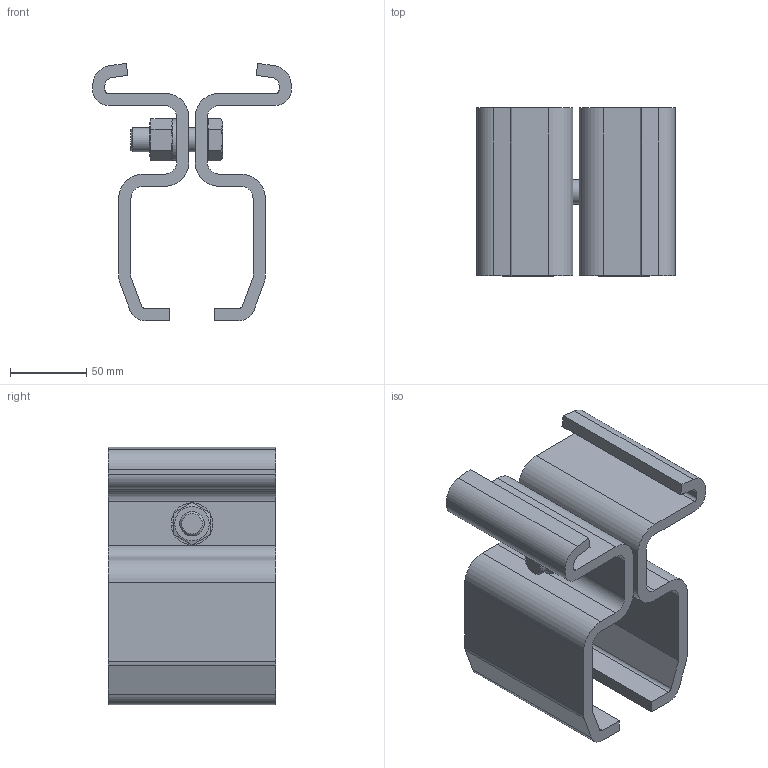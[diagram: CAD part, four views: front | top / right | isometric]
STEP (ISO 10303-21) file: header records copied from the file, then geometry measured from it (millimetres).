
FILE_DESCRIPTION(('STEP AP214'),'1');
FILE_NAME('PMH Upphängningsklämma 1605 för IPE240.stp','2013-08-01T07:21:56',(' '),(' '),'Spatial InterOp 3D',' ',' ');
FILE_SCHEMA(('automotive_design'));
Length unit declared in the file: millimetre
Products named in the file (6): PMH Profilskena Upphangningsklamma 1605 for IPE240; Part1; Part2; Part3; Part4; Part5
Assembly tree (5 placements, depth 2):
  PMH Profilskena Upphangningsklamma 1605 for IPE240
    Part1
    Part2
    Part3
    Part4
    Part5
Bounding box: 130 x 110 x 168.58 mm (x, y, z)
Volume: 491680 mm3; surface area: 138511.4 mm2
Topology: 5 solids, 5 shells, 107 faces, 277 edges, 182 vertices
Faces by surface type: plane 62, cylinder 33, cone 11, torus 1
Full cylindrical faces by diameter (mm): 13.835 x1, 16 x1, 17 x2, 22.49 x1
Entity records: 4305 total; most frequent: CARTESIAN_POINT 737, DIRECTION 542, ORIENTED_EDGE 524, EDGE_CURVE 262, AXIS2_PLACEMENT_3D 191, VERTEX_POINT 178, LINE 160, VECTOR 160
